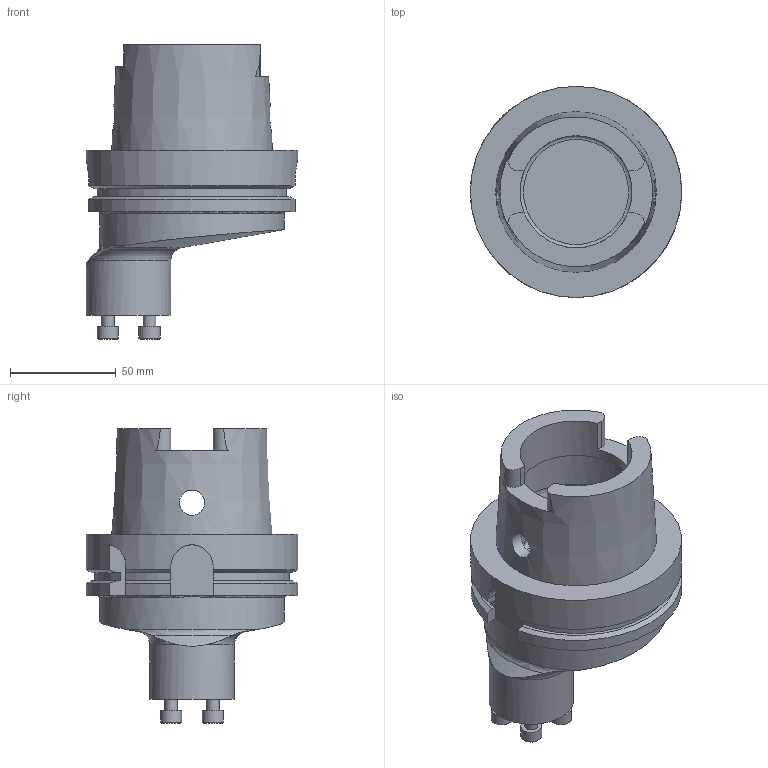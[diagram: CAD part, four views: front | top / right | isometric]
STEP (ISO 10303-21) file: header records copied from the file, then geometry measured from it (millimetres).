
FILE_DESCRIPTION(/* description */ (''),/* implementation_level */ '2;1');
FILE_NAME(/* name */ '1524202403348.stp',/* time_stamp */ '2018-04-20T07:33:36+02:00',/* author */ (''),/* organization */ ('SMS'),/* preprocessor_version */ 'ST-DEVELOPER v15',/* originating_system */ 'SIEMENS PLM Software NX 8.5',/* authorisation */ '');
FILE_SCHEMA (('AUTOMOTIVE_DESIGN { 1 0 10303 214 3 1 1 1 }'));
Length unit declared in the file: millimetre
Products named in the file (1): 201570684mod000_00
Bounding box: 99.97 x 99.93 x 139.22 mm (x, y, z)
Volume: 388822.6 mm3; surface area: 57681.4 mm2
Topology: 1 solids, 1 shells, 94 faces, 253 edges, 170 vertices
Faces by surface type: plane 40, cylinder 31, cone 14, torus 7, bspline 2
Full cylindrical faces by diameter (mm): 6 x4, 10 x4, 12 x2, 40 x1, 53.06 x2, 63.095 x1, 87.5 x1, 99.93 x1
Entity records: 2979 total; most frequent: CARTESIAN_POINT 792, DIRECTION 446, ORIENTED_EDGE 414, EDGE_CURVE 207, AXIS2_PLACEMENT_3D 184, VERTEX_POINT 147, EDGE_LOOP 130, ADVANCED_FACE 94
